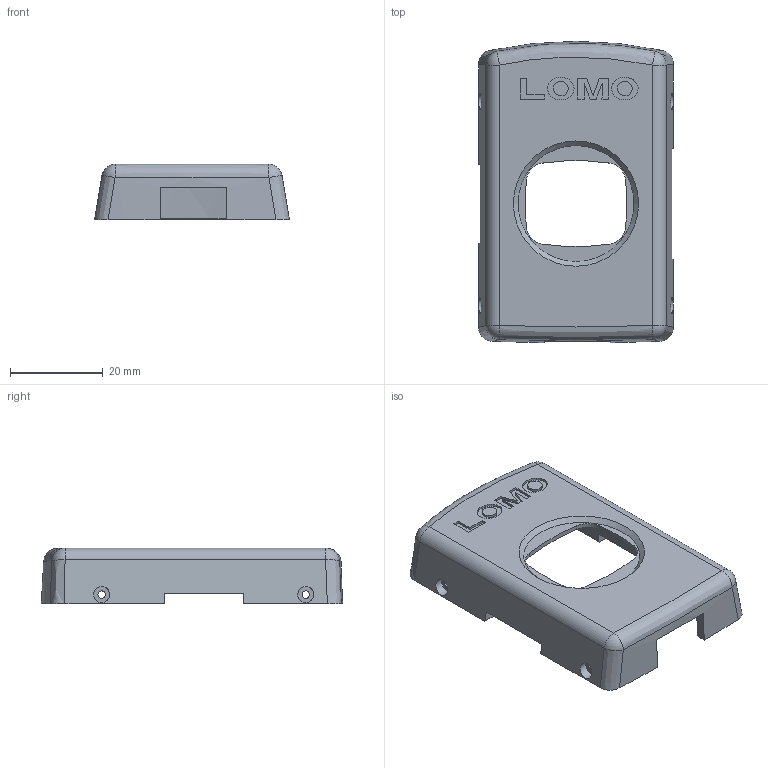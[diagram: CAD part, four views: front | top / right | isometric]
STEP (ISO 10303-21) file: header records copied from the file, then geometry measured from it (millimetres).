
FILE_DESCRIPTION(/* description */ ('Unknown'),/* implementation_level */ '2;1');
FILE_NAME(/* name */ 'lomo_LCA_lensFacePlate_LОМО',/* time_stamp */ '2024-03-15T12:08:57-04:00',/* author */ ('Unknown'),/* organization */ ('Unknown'),/* preprocessor_version */ 'ST-DEVELOPER v18.1',/* originating_system */ 'Solid Edge',/* authorisation */ 'Unknown');
FILE_SCHEMA (('AUTOMOTIVE_DESIGN {1 0 10303 214 3 1 1}'));
Length unit declared in the file: millimetre
Products named in the file (2): lomo_LCA; lomo_LCA_lensFacePlate_LOMO
Assembly tree (1 placements, depth 2):
  lomo_LCA
    lomo_LCA_lensFacePlate_LOMO
Bounding box: 42 x 64.95 x 12 mm (x, y, z)
Volume: 8840.4 mm3; surface area: 8392.6 mm2
Topology: 1 solids, 1 shells, 133 faces, 338 edges, 218 vertices
Faces by surface type: plane 87, cylinder 23, bspline 18, sphere 4, cone 1
Full cylindrical faces by diameter (mm): 1.3 x4, 1.6 x4, 3.5 x4
Entity records: 5234 total; most frequent: CARTESIAN_POINT 1275, ORIENTED_EDGE 612, DIRECTION 564, EDGE_CURVE 306, VERTEX_POINT 207, LINE 196, VECTOR 196, AXIS2_PLACEMENT_3D 184
